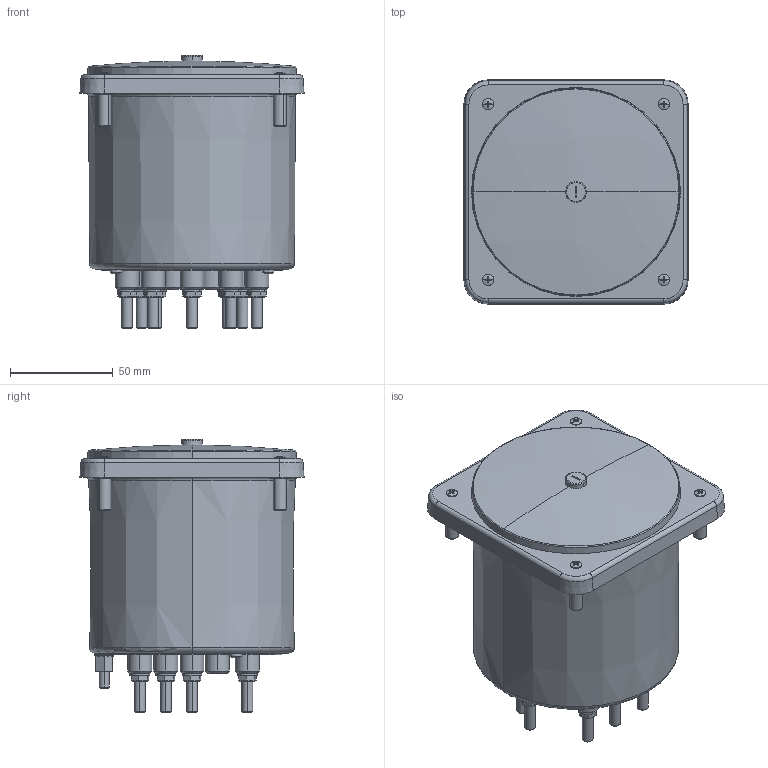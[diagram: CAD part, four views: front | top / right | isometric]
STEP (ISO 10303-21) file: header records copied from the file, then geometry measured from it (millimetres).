
FILE_DESCRIPTION (( 'STEP AP214' ), '1' );
FILE_NAME ('PK-103-412-FCAD-C6.STEP', '2025-04-30T18:10:26', ( '' ), ( '' ), 'SwSTEP 2.0', 'SolidWorks 2024', '' );
FILE_SCHEMA (( 'AUTOMOTIVE_DESIGN' ));
Length unit declared in the file: millimetre
Products named in the file (1): PK-103-412-FCAD-C6
Bounding box: 109.4 x 109.4 x 133.3 mm (x, y, z)
Volume: 841137.8 mm3; surface area: 73728.1 mm2
Topology: 1 solids, 25 shells, 2018 faces, 5591 edges, 3653 vertices
Faces by surface type: cylinder 990, plane 623, cone 242, bspline 123, torus 26, sphere 14
Entity records: 75000 total; most frequent: CARTESIAN_POINT 28782, ORIENTED_EDGE 11162, DIRECTION 7704, EDGE_CURVE 5581, VERTEX_POINT 3653, AXIS2_PLACEMENT_3D 3025, B_SPLINE_CURVE_WITH_KNOTS 2241, EDGE_LOOP 2152
